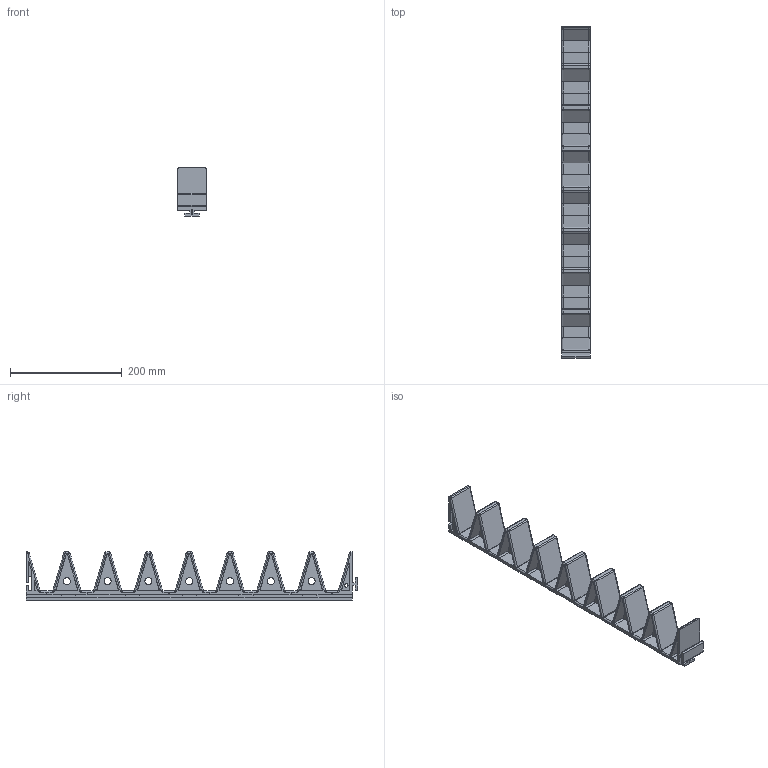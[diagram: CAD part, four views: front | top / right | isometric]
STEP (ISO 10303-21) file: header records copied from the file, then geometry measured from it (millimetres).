
FILE_DESCRIPTION(('CATIA V5 STEP Exchange','CAx-IF Rec.Pracs.--- Model Styling and Organization---1.5--- 2016-08-15','CAx-IF Rec.Pracs.---Supplemental Geometry---1.0---2011-11-01','CAx-IF Rec.Pracs.--- Composite Materials ---1.1---2010-07-15'),'2;1');
FILE_NAME('DE1539 SEPATATOR DUNNAGE.stp','2025-05-29T16:42:38+00:00',('none'),('none'),'CATIA Version 5-6 Release 2022 SP3','CATIA V5 STEP AP214 Edition 3 v2','none');
FILE_SCHEMA(('AUTOMOTIVE_DESIGN { 1 0 10303 214 3 1 1 1 }'));
Length unit declared in the file: inch
Products named in the file (1): DE1539 SEPARATOR DUNNAGE
Bounding box: 52.39 x 594.04 x 86.04 mm (x, y, z)
Volume: 661216.9 mm3; surface area: 263873.2 mm2
Topology: 2 solids, 2 shells, 503 faces, 1331 edges, 808 vertices
Faces by surface type: plane 286, cylinder 153, torus 32, sphere 32
Entity records: 14512 total; most frequent: CARTESIAN_POINT 3174, ORIENTED_EDGE 2598, DIRECTION 1855, EDGE_CURVE 1299, VECTOR 885, LINE 885, VERTEX_POINT 808, AXIS2_PLACEMENT_3D 621
